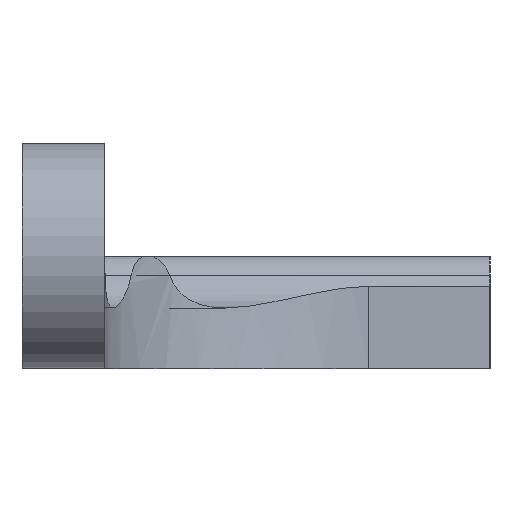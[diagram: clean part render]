
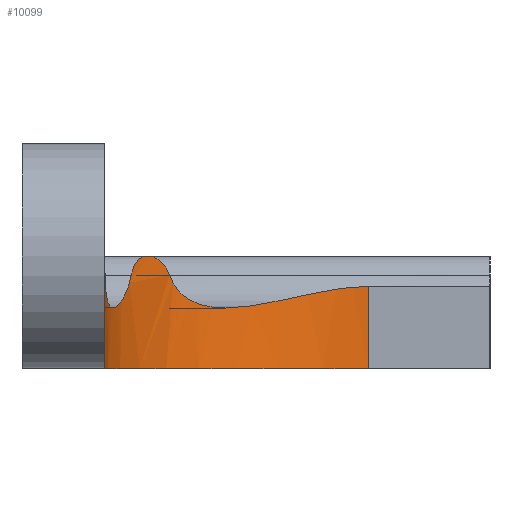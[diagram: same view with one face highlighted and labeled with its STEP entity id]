
A CAD part, left-side view. The second image highlights one B-rep face of the part: STEP entity #10099.
In plain terms, the highlighted cylindrical face has radius 3.05 mm (diameter 6.1 mm), a partial arc.
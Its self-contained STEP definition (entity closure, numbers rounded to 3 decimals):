
#714=CARTESIAN_POINT('',(-65.039,17.95,-1.6));
#715=VERTEX_POINT('',#714);
#722=CARTESIAN_POINT('',(-65.039,17.95,-0.315));
#723=VERTEX_POINT('',#722);
#724=CARTESIAN_POINT('',(-65.039,17.95,-1.6));
#725=DIRECTION('',(0.,0.,1.));
#726=VECTOR('',#725,1.285);
#727=LINE('',#724,#726);
#728=EDGE_CURVE('',#715,#723,#727,.T.);
#4142=CARTESIAN_POINT('',(-64.815,17.942,-0.521));
#4143=VERTEX_POINT('',#4142);
#4150=CARTESIAN_POINT('',(-63.699,17.64,-0.521));
#4151=VERTEX_POINT('',#4150);
#4152=CARTESIAN_POINT('',(-64.815,17.942,-0.521));
#4153=CARTESIAN_POINT('',(-64.769,17.938,-0.636));
#4154=CARTESIAN_POINT('',(-64.689,17.932,-0.734));
#4155=CARTESIAN_POINT('',(-64.587,17.916,-0.801));
#4156=CARTESIAN_POINT('',(-64.485,17.901,-0.868));
#4157=CARTESIAN_POINT('',(-64.364,17.877,-0.902));
#4158=CARTESIAN_POINT('',(-64.246,17.845,-0.9));
#4159=CARTESIAN_POINT('',(-64.128,17.813,-0.898));
#4160=CARTESIAN_POINT('',(-64.012,17.774,-0.86));
#4161=CARTESIAN_POINT('',(-63.916,17.736,-0.794));
#4162=CARTESIAN_POINT('',(-63.869,17.717,-0.761));
#4163=CARTESIAN_POINT('',(-63.825,17.698,-0.721));
#4164=CARTESIAN_POINT('',(-63.788,17.682,-0.675));
#4165=CARTESIAN_POINT('',(-63.752,17.665,-0.629));
#4166=CARTESIAN_POINT('',(-63.722,17.651,-0.578));
#4167=CARTESIAN_POINT('',(-63.699,17.64,-0.521));
#4168=B_SPLINE_CURVE_WITH_KNOTS('',3,(#4152,#4153,#4154,#4155,#4156,#4157,#4158,#4159,#4160,#4161,#4162,#4163,#4164,#4165,#4166,#4167),.UNSPECIFIED.,.F.,.F.,(4,3,3,3,3,4),(0.,0.,0.001,0.001,0.001,0.001),.UNSPECIFIED.);
#4169=EDGE_CURVE('',#4143,#4151,#4168,.T.);
#4185=CARTESIAN_POINT('',(-62.475,16.551,-0.9));
#4186=VERTEX_POINT('',#4185);
#4193=CARTESIAN_POINT('',(-61.989,14.9,-0.653));
#4194=VERTEX_POINT('',#4193);
#4195=CARTESIAN_POINT('',(-63.032,17.197,-0.521));
#4196=CARTESIAN_POINT('',(-62.992,17.161,-0.624));
#4197=CARTESIAN_POINT('',(-62.927,17.102,-0.705));
#4198=CARTESIAN_POINT('',(-62.857,17.031,-0.762));
#4199=CARTESIAN_POINT('',(-62.822,16.995,-0.791));
#4200=CARTESIAN_POINT('',(-62.786,16.956,-0.815));
#4201=CARTESIAN_POINT('',(-62.75,16.915,-0.833));
#4202=CARTESIAN_POINT('',(-62.714,16.875,-0.852));
#4203=CARTESIAN_POINT('',(-62.679,16.832,-0.865));
#4204=CARTESIAN_POINT('',(-62.643,16.787,-0.876));
#4205=CARTESIAN_POINT('',(-62.573,16.698,-0.896));
#4206=CARTESIAN_POINT('',(-62.507,16.604,-0.902));
#4207=CARTESIAN_POINT('',(-62.447,16.507,-0.899));
#4208=CARTESIAN_POINT('',(-62.387,16.41,-0.897));
#4209=CARTESIAN_POINT('',(-62.332,16.309,-0.885));
#4210=CARTESIAN_POINT('',(-62.283,16.207,-0.869));
#4211=CARTESIAN_POINT('',(-62.186,16.002,-0.836));
#4212=CARTESIAN_POINT('',(-62.114,15.792,-0.784));
#4213=CARTESIAN_POINT('',(-62.065,15.574,-0.738));
#4214=CARTESIAN_POINT('',(-62.04,15.465,-0.715));
#4215=CARTESIAN_POINT('',(-62.021,15.353,-0.693));
#4216=CARTESIAN_POINT('',(-62.008,15.241,-0.678));
#4217=CARTESIAN_POINT('',(-61.996,15.129,-0.662));
#4218=CARTESIAN_POINT('',(-61.989,15.015,-0.653));
#4219=CARTESIAN_POINT('',(-61.989,14.9,-0.653));
#4220=B_SPLINE_CURVE_WITH_KNOTS('',3,(#4195,#4196,#4197,#4198,#4199,#4200,#4201,#4202,#4203,#4204,#4205,#4206,#4207,#4208,#4209,#4210,#4211,#4212,#4213,#4214,#4215,#4216,#4217,#4218,#4219),.UNSPECIFIED.,.F.,.F.,(4,3,3,3,3,3,3,3,4),(0.,0.,0.001,0.001,0.001,0.001,0.002,0.002,0.003),.UNSPECIFIED.);
#4221=EDGE_CURVE('',#4186,#4194,#4220,.T.);
#6776=CARTESIAN_POINT('',(-61.989,14.9,-1.6));
#6777=VERTEX_POINT('',#6776);
#6784=CARTESIAN_POINT('',(-65.039,14.9,-1.6));
#6785=DIRECTION('',(0.,0.,1.));
#6786=DIRECTION('',(1.,0.,-0.));
#6787=AXIS2_PLACEMENT_3D('',#6784,#6785,#6786);
#6788=CIRCLE('',#6787,3.05);
#6789=EDGE_CURVE('',#6777,#715,#6788,.T.);
#7877=CARTESIAN_POINT('',(-63.374,17.455,-0.3));
#7878=VERTEX_POINT('',#7877);
#7885=CARTESIAN_POINT('',(-63.358,17.445,-0.3));
#7886=VERTEX_POINT('',#7885);
#7887=CARTESIAN_POINT('',(-65.039,14.9,-0.3));
#7888=DIRECTION('',(-0.,-0.,-1.));
#7889=DIRECTION('',(1.,0.,-0.));
#7890=AXIS2_PLACEMENT_3D('',#7887,#7888,#7889);
#7891=CIRCLE('',#7890,3.05);
#7892=EDGE_CURVE('',#7878,#7886,#7891,.T.);
#8285=CARTESIAN_POINT('',(-63.699,17.64,-0.521));
#8286=CARTESIAN_POINT('',(-63.671,17.626,-0.45));
#8287=CARTESIAN_POINT('',(-63.622,17.601,-0.393));
#8288=CARTESIAN_POINT('',(-63.563,17.569,-0.356));
#8289=CARTESIAN_POINT('',(-63.504,17.536,-0.318));
#8290=CARTESIAN_POINT('',(-63.438,17.497,-0.3));
#8291=CARTESIAN_POINT('',(-63.374,17.455,-0.3));
#8292=B_SPLINE_CURVE_WITH_KNOTS('',3,(#8285,#8286,#8287,#8288,#8289,#8290,#8291),.UNSPECIFIED.,.F.,.F.,(4,3,4),(0.,0.,0.),.UNSPECIFIED.);
#8293=EDGE_CURVE('',#4151,#7878,#8292,.T.);
#8386=CARTESIAN_POINT('',(-65.039,17.95,-0.315));
#8387=CARTESIAN_POINT('',(-64.938,17.95,-0.345));
#8388=CARTESIAN_POINT('',(-64.854,17.945,-0.423));
#8389=CARTESIAN_POINT('',(-64.815,17.942,-0.521));
#8390=B_SPLINE_CURVE_WITH_KNOTS('',3,(#8386,#8387,#8388,#8389),.UNSPECIFIED.,.F.,.F.,(4,4),(0.,0.),.UNSPECIFIED.);
#8391=EDGE_CURVE('',#723,#4143,#8390,.T.);
#8628=CARTESIAN_POINT('',(-63.032,17.197,-0.521));
#8629=VERTEX_POINT('',#8628);
#8630=CARTESIAN_POINT('',(-63.358,17.445,-0.3));
#8631=CARTESIAN_POINT('',(-63.324,17.422,-0.3));
#8632=CARTESIAN_POINT('',(-63.291,17.399,-0.305));
#8633=CARTESIAN_POINT('',(-63.259,17.376,-0.314));
#8634=CARTESIAN_POINT('',(-63.227,17.353,-0.324));
#8635=CARTESIAN_POINT('',(-63.196,17.33,-0.338));
#8636=CARTESIAN_POINT('',(-63.167,17.308,-0.356));
#8637=CARTESIAN_POINT('',(-63.11,17.264,-0.393));
#8638=CARTESIAN_POINT('',(-63.061,17.222,-0.448));
#8639=CARTESIAN_POINT('',(-63.032,17.197,-0.521));
#8640=B_SPLINE_CURVE_WITH_KNOTS('',3,(#8630,#8631,#8632,#8633,#8634,#8635,#8636,#8637,#8638,#8639),.UNSPECIFIED.,.F.,.F.,(4,3,3,4),(0.,0.,0.,0.),.UNSPECIFIED.);
#8641=EDGE_CURVE('',#7886,#8629,#8640,.T.);
#9399=CARTESIAN_POINT('',(-61.989,14.9,-0.653));
#9400=DIRECTION('',(-0.,-0.,-1.));
#9401=VECTOR('',#9400,0.947);
#9402=LINE('',#9399,#9401);
#9403=EDGE_CURVE('',#4194,#6777,#9402,.T.);
#10055=CARTESIAN_POINT('',(-65.039,14.9,0.));
#10056=DIRECTION('',(0.,0.,-1.));
#10057=DIRECTION('',(-1.,0.,0.));
#10058=AXIS2_PLACEMENT_3D('',#10055,#10056,#10057);
#10059=CYLINDRICAL_SURFACE('',#10058,3.05);
#10060=ORIENTED_EDGE('',*,*,#6789,.F.);
#10061=ORIENTED_EDGE('',*,*,#9403,.F.);
#10062=ORIENTED_EDGE('',*,*,#4221,.F.);
#10063=CARTESIAN_POINT('',(-63.032,17.197,-0.521));
#10064=CARTESIAN_POINT('',(-62.992,17.161,-0.624));
#10065=CARTESIAN_POINT('',(-62.927,17.102,-0.705));
#10066=CARTESIAN_POINT('',(-62.857,17.031,-0.762));
#10067=CARTESIAN_POINT('',(-62.822,16.995,-0.791));
#10068=CARTESIAN_POINT('',(-62.786,16.956,-0.815));
#10069=CARTESIAN_POINT('',(-62.75,16.915,-0.833));
#10070=CARTESIAN_POINT('',(-62.714,16.875,-0.852));
#10071=CARTESIAN_POINT('',(-62.679,16.832,-0.865));
#10072=CARTESIAN_POINT('',(-62.643,16.787,-0.876));
#10073=CARTESIAN_POINT('',(-62.573,16.698,-0.896));
#10074=CARTESIAN_POINT('',(-62.507,16.604,-0.902));
#10075=CARTESIAN_POINT('',(-62.447,16.507,-0.899));
#10076=CARTESIAN_POINT('',(-62.387,16.41,-0.897));
#10077=CARTESIAN_POINT('',(-62.332,16.309,-0.885));
#10078=CARTESIAN_POINT('',(-62.283,16.207,-0.869));
#10079=CARTESIAN_POINT('',(-62.186,16.002,-0.836));
#10080=CARTESIAN_POINT('',(-62.114,15.792,-0.784));
#10081=CARTESIAN_POINT('',(-62.065,15.574,-0.738));
#10082=CARTESIAN_POINT('',(-62.04,15.465,-0.715));
#10083=CARTESIAN_POINT('',(-62.021,15.353,-0.693));
#10084=CARTESIAN_POINT('',(-62.008,15.241,-0.678));
#10085=CARTESIAN_POINT('',(-61.996,15.129,-0.662));
#10086=CARTESIAN_POINT('',(-61.989,15.015,-0.653));
#10087=CARTESIAN_POINT('',(-61.989,14.9,-0.653));
#10088=B_SPLINE_CURVE_WITH_KNOTS('',3,(#10063,#10064,#10065,#10066,#10067,#10068,#10069,#10070,#10071,#10072,#10073,#10074,#10075,#10076,#10077,#10078,#10079,#10080,#10081,#10082,#10083,#10084,#10085,#10086,#10087),.UNSPECIFIED.,.F.,.F.,(4,3,3,3,3,3,3,3,4),(0.,0.,0.001,0.001,0.001,0.001,0.002,0.002,0.003),.UNSPECIFIED.);
#10089=EDGE_CURVE('',#8629,#4186,#10088,.T.);
#10090=ORIENTED_EDGE('',*,*,#10089,.F.);
#10091=ORIENTED_EDGE('',*,*,#8641,.F.);
#10092=ORIENTED_EDGE('',*,*,#7892,.F.);
#10093=ORIENTED_EDGE('',*,*,#8293,.F.);
#10094=ORIENTED_EDGE('',*,*,#4169,.F.);
#10095=ORIENTED_EDGE('',*,*,#8391,.F.);
#10096=ORIENTED_EDGE('',*,*,#728,.F.);
#10097=EDGE_LOOP('',(#10060,#10061,#10062,#10090,#10091,#10092,#10093,#10094,#10095,#10096));
#10098=FACE_BOUND('',#10097,.T.);
#10099=ADVANCED_FACE('',(#10098),#10059,.F.);
